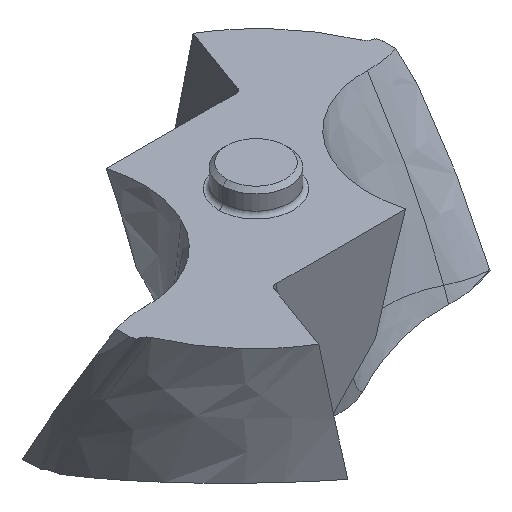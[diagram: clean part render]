
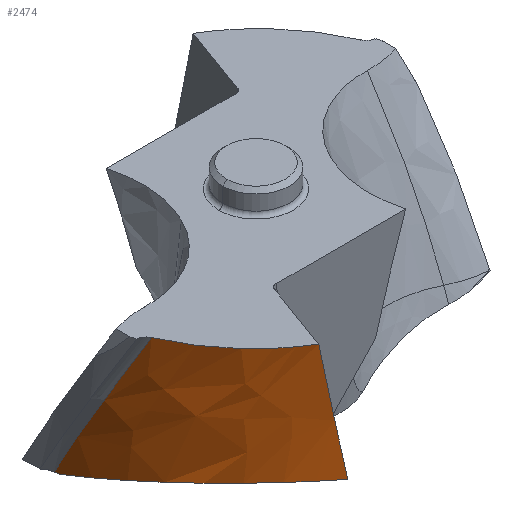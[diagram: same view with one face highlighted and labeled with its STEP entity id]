
A CAD part, isometric view. The second image highlights one B-rep face of the part: STEP entity #2474.
In plain terms, the highlighted free-form (B-spline) face has degree [3, 3] with [7, 5] control points.
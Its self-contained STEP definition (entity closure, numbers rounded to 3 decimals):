
#180=CARTESIAN_POINT('',(-6.758,-2.866,
0.));
#181=CARTESIAN_POINT('',(-6.419,-3.655,
0.));
#182=CARTESIAN_POINT('',(-5.579,-4.924,
0.));
#183=CARTESIAN_POINT('',(-4.398,-5.867,
0.));
#184=CARTESIAN_POINT('',(-3.851,-6.196,
0.));
#194=CARTESIAN_POINT('',(-6.758,-2.866,
0.));
#852=CARTESIAN_POINT('',(-3.129,-6.558,
-4.554));
#853=CARTESIAN_POINT('',(-3.157,-6.535,
-4.358));
#854=CARTESIAN_POINT('',(-3.216,-6.489,
-3.954));
#855=CARTESIAN_POINT('',(-3.313,-6.425,
-3.315));
#856=CARTESIAN_POINT('',(-3.421,-6.365,
-2.62));
#857=CARTESIAN_POINT('',(-3.545,-6.307,
-1.852));
#858=CARTESIAN_POINT('',(-3.686,-6.253,
-0.992));
#859=CARTESIAN_POINT('',(-3.794,-6.215,
-0.343));
#860=CARTESIAN_POINT('',(-3.851,-6.196,
0.));
#865=CARTESIAN_POINT('',(-7.342,0.,
-5.56));
#866=CARTESIAN_POINT('',(-7.342,-0.113,
-5.517));
#867=CARTESIAN_POINT('',(-7.338,-0.336,
-5.432));
#868=CARTESIAN_POINT('',(-7.315,-0.669,
-5.311));
#869=CARTESIAN_POINT('',(-7.277,-0.996,
-5.198));
#870=CARTESIAN_POINT('',(-7.226,-1.32,
-5.092));
#871=CARTESIAN_POINT('',(-7.16,-1.638,
-4.993));
#872=CARTESIAN_POINT('',(-7.08,-1.95,
-4.901));
#873=CARTESIAN_POINT('',(-6.987,-2.255,
-4.816));
#874=CARTESIAN_POINT('',(-6.882,-2.553,
-4.739));
#875=CARTESIAN_POINT('',(-6.765,-2.844,
-4.669));
#876=CARTESIAN_POINT('',(-6.636,-3.127,
-4.606));
#877=CARTESIAN_POINT('',(-6.494,-3.405,
-4.55));
#878=CARTESIAN_POINT('',(-6.342,-3.675,
-4.501));
#879=CARTESIAN_POINT('',(-6.177,-3.938,
-4.459));
#880=CARTESIAN_POINT('',(-6.002,-4.193,
-4.424));
#881=CARTESIAN_POINT('',(-5.817,-4.44,
-4.396));
#882=CARTESIAN_POINT('',(-5.622,-4.678,
-4.375));
#883=CARTESIAN_POINT('',(-5.417,-4.907,
-4.361));
#884=CARTESIAN_POINT('',(-5.202,-5.128,
-4.353));
#885=CARTESIAN_POINT('',(-4.977,-5.34,
-4.353));
#886=CARTESIAN_POINT('',(-4.741,-5.543,
-4.36));
#887=CARTESIAN_POINT('',(-4.496,-5.738,
-4.374));
#888=CARTESIAN_POINT('',(-4.24,-5.923,
-4.395));
#889=CARTESIAN_POINT('',(-3.976,-6.099,
-4.423));
#890=CARTESIAN_POINT('',(-3.703,-6.263,
-4.459));
#891=CARTESIAN_POINT('',(-3.421,-6.417,
-4.502));
#892=CARTESIAN_POINT('',(-3.227,-6.513,
-4.536));
#893=CARTESIAN_POINT('',(-3.129,-6.558,
-4.554));
#898=CARTESIAN_POINT('',(-7.339,0.196,
-5.587));
#899=CARTESIAN_POINT('',(-7.34,0.174,
-5.584));
#900=CARTESIAN_POINT('',(-7.341,0.131,
-5.578));
#901=CARTESIAN_POINT('',(-7.342,0.065,
-5.569));
#902=CARTESIAN_POINT('',(-7.342,0.022,
-5.563));
#903=CARTESIAN_POINT('',(-7.342,0.,
-5.56));
#908=CARTESIAN_POINT('',(-6.758,-2.866,
0.));
#909=CARTESIAN_POINT('',(-6.932,-2.457,
-0.766));
#910=CARTESIAN_POINT('',(-7.262,-1.44,
-2.629));
#911=CARTESIAN_POINT('',(-7.361,-0.402,
-4.491));
#912=CARTESIAN_POINT('',(-7.339,0.196,
-5.587));
#1344=VERTEX_POINT('',#194);
#1345=VERTEX_POINT('',#184);
#1384=CARTESIAN_POINT('',(-3.129,-6.558,
-4.554));
#1385=VERTEX_POINT('',#1384);
#1386=VERTEX_POINT('',#865);
#1387=VERTEX_POINT('',#898);
#2430=CARTESIAN_POINT('',(-3.443,-6.479,
-5.643));
#2431=CARTESIAN_POINT('',(-3.001,-6.622,
-4.529));
#2432=CARTESIAN_POINT('',(-2.109,-6.888,
-2.63));
#2433=CARTESIAN_POINT('',(-0.975,-7.133,
-0.731));
#2434=CARTESIAN_POINT('',(-0.468,-7.224,
0.053));
#2435=CARTESIAN_POINT('',(-3.531,-6.433,
-5.643));
#2436=CARTESIAN_POINT('',(-3.091,-6.583,
-4.529));
#2437=CARTESIAN_POINT('',(-2.202,-6.864,
-2.63));
#2438=CARTESIAN_POINT('',(-1.072,-7.123,
-0.731));
#2439=CARTESIAN_POINT('',(-0.565,-7.219,
0.053));
#2440=CARTESIAN_POINT('',(-4.383,-5.959,
-5.643));
#2441=CARTESIAN_POINT('',(-3.963,-6.19,
-4.529));
#2442=CARTESIAN_POINT('',(-3.109,-6.607,
-2.63));
#2443=CARTESIAN_POINT('',(-2.013,-7.003,
-0.731));
#2444=CARTESIAN_POINT('',(-1.521,-7.155,
0.053));
#2445=CARTESIAN_POINT('',(-5.811,-4.738,
-5.643));
#2446=CARTESIAN_POINT('',(-5.461,-5.113,
-4.529));
#2447=CARTESIAN_POINT('',(-4.724,-5.775,
-2.63));
#2448=CARTESIAN_POINT('',(-3.747,-6.415,
-0.731));
#2449=CARTESIAN_POINT('',(-3.304,-6.669,
0.053));
#2450=CARTESIAN_POINT('',(-7.116,-2.382,
-5.643));
#2451=CARTESIAN_POINT('',(-6.932,-2.914,
-4.529));
#2452=CARTESIAN_POINT('',(-6.476,-3.846,
-2.63));
#2453=CARTESIAN_POINT('',(-5.781,-4.756,
-0.731));
#2454=CARTESIAN_POINT('',(-5.454,-5.121,
0.053));
#2455=CARTESIAN_POINT('',(-7.373,-0.594,
-5.643));
#2456=CARTESIAN_POINT('',(-7.329,-1.187,
-4.529));
#2457=CARTESIAN_POINT('',(-7.115,-2.22,
-2.63));
#2458=CARTESIAN_POINT('',(-6.66,-3.231,
-0.731));
#2459=CARTESIAN_POINT('',(-6.433,-3.638,
0.053));
#2460=CARTESIAN_POINT('',(-7.335,0.307,
-5.643));
#2461=CARTESIAN_POINT('',(-7.366,-0.302,
-4.529));
#2462=CARTESIAN_POINT('',(-7.28,-1.363,
-2.63));
#2463=CARTESIAN_POINT('',(-6.952,-2.403,
-0.731));
#2464=CARTESIAN_POINT('',(-6.777,-2.822,
0.053));
#2465=B_SPLINE_SURFACE_WITH_KNOTS('',3,3,((#2430,#2431,#2432,#2433,#2434),
(#2435,#2436,#2437,#2438,#2439),(#2440,#2441,#2442,#2443,#2444),(#2445,#2446,
#2447,#2448,#2449),(#2450,#2451,#2452,#2453,#2454),(#2455,#2456,#2457,#2458,
#2459),(#2460,#2461,#2462,#2463,#2464)),.UNSPECIFIED.,.F.,.F.,.F.,(4,1,1,1,4),
(4,1,4),(0.,0.036,0.351,
0.666,0.99),(0.,0.587,
1.),.UNSPECIFIED.);
#2467=ORIENTED_EDGE('',*,*,#2466,.F.);
#2468=ORIENTED_EDGE('',*,*,#1854,.F.);
#2469=ORIENTED_EDGE('',*,*,#1889,.F.);
#2470=ORIENTED_EDGE('',*,*,#2422,.F.);
#2471=ORIENTED_EDGE('',*,*,#1600,.T.);
#2472=EDGE_LOOP('',(#2467,#2468,#2469,#2470,#2471));
#2473=FACE_OUTER_BOUND('',#2472,.F.);
#185=B_SPLINE_CURVE_WITH_KNOTS('',3,(#180,#181,#182,#183,#184),.UNSPECIFIED.,
.F.,.F.,(4,1,4),(0.,0.574,1.),.UNSPECIFIED.);
#861=B_SPLINE_CURVE_WITH_KNOTS('',3,(#852,#853,#854,#855,#856,#857,#858,#859,
#860),.UNSPECIFIED.,.F.,.F.,(4,1,1,1,1,1,4),(0.,0.167,
0.333,0.5,0.667,0.833,1.),
.UNSPECIFIED.);
#894=B_SPLINE_CURVE_WITH_KNOTS('',3,(#865,#866,#867,#868,#869,#870,#871,#872,
#873,#874,#875,#876,#877,#878,#879,#880,#881,#882,#883,#884,#885,#886,#887,#888,
#889,#890,#891,#892,#893),.UNSPECIFIED.,.F.,.F.,(4,1,1,1,1,1,1,1,1,1,1,1,1,1,1,
1,1,1,1,1,1,1,1,1,1,1,4),(0.,0.038,0.077,
0.115,0.154,0.192,0.231,
0.269,0.308,0.346,0.385,
0.423,0.462,0.5,0.538,0.577,
0.615,0.654,0.692,0.731,
0.769,0.808,0.846,0.885,
0.923,0.962,1.),.UNSPECIFIED.);
#904=B_SPLINE_CURVE_WITH_KNOTS('',3,(#898,#899,#900,#901,#902,#903),
.UNSPECIFIED.,.F.,.F.,(4,1,1,4),(0.,0.333,0.667,1.),
.UNSPECIFIED.);
#913=B_SPLINE_CURVE_WITH_KNOTS('',3,(#908,#909,#910,#911,#912),.UNSPECIFIED.,
.F.,.F.,(4,1,4),(0.,0.412,1.),.UNSPECIFIED.);
#1600=EDGE_CURVE('',#1344,#1345,#185,.T.);
#1854=EDGE_CURVE('',#1386,#1385,#894,.T.);
#1889=EDGE_CURVE('',#1387,#1386,#904,.T.);
#2422=EDGE_CURVE('',#1344,#1387,#913,.T.);
#2466=EDGE_CURVE('',#1385,#1345,#861,.T.);
#2474=ADVANCED_FACE('',(#2473),#2465,.F.);
